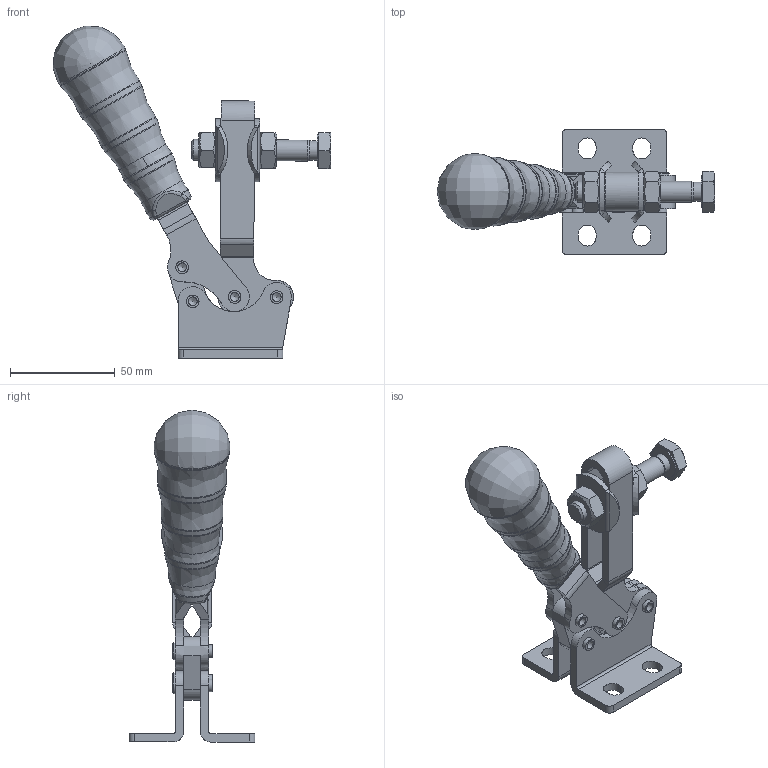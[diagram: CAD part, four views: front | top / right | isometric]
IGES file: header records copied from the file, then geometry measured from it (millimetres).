
Global section: file name: 124.0-OPENED; native system: Autodesk Inventor 2025; preprocessor: unknown; author: dusan.cotek; date: 20251205.103807; units: millimetre
Bounding box: 132.34 x 60 x 158.19 mm (x, y, z)
Volume: 119842.1 mm3; surface area: 49510.6 mm2
Topology: 7 solids, 9 shells, 621 faces, 1612 edges, 945 vertices
Faces by surface type: bspline 621
